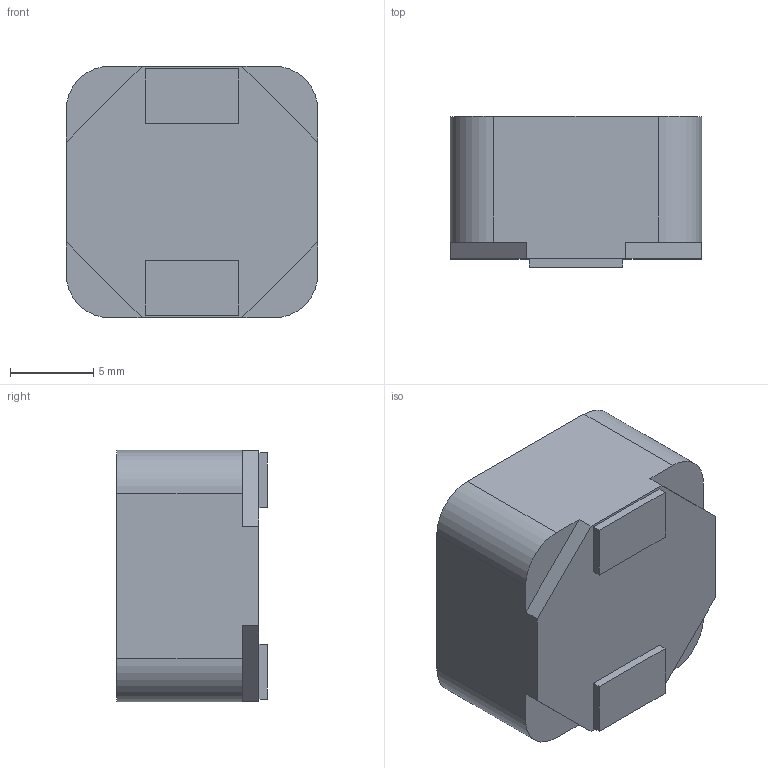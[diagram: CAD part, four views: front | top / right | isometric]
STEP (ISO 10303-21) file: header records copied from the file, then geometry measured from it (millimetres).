
FILE_DESCRIPTION (( 'STEP AP214' ), '1' );
FILE_NAME ('Coilcraft-MSS1583.STEP', '2018-12-14T14:02:43', ( '' ), ( '' ), 'SwSTEP 2.0', 'SolidWorks 2018', '' );
FILE_SCHEMA (( 'AUTOMOTIVE_DESIGN' ));
Length unit declared in the file: millimetre
Products named in the file (1): Coilcraft-MSS1583
Bounding box: 15.1 x 9.05 x 15.1 mm (x, y, z)
Volume: 1862.2 mm3; surface area: 1345.9 mm2
Topology: 1 solids, 1 shells, 267 faces, 662 edges, 412 vertices
Faces by surface type: bspline 199, plane 60, cylinder 8
Entity records: 10096 total; most frequent: CARTESIAN_POINT 4720, ORIENTED_EDGE 1324, EDGE_CURVE 662, DIRECTION 418, VERTEX_POINT 412, B_SPLINE_CURVE_WITH_KNOTS 398, EDGE_LOOP 282, ADVANCED_FACE 267
